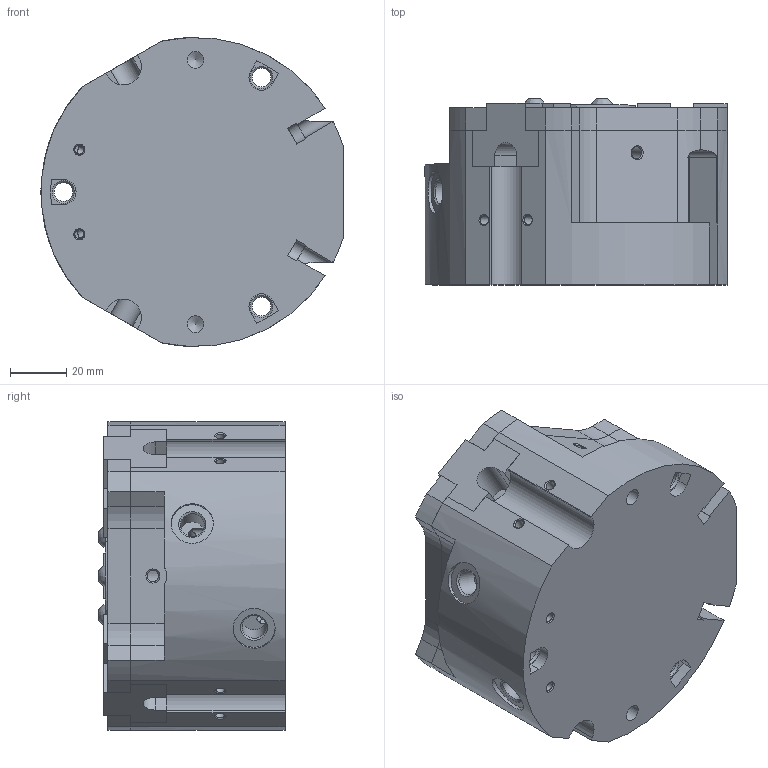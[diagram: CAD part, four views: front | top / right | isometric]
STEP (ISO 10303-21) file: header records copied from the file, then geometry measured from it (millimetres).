
FILE_DESCRIPTION( ( 'STEP AP203' ), '1' );
FILE_NAME( 'QPG311S_OP110SNT_0_2_03.stp', ' ', ( ' ' ), ( ' ' ), 'PSStep 15.0.47', 'PARTsolutions', ' ' );
FILE_SCHEMA( ( 'CONFIG_CONTROL_DESIGN' ) );
Length unit declared in the file: millimetre
Products named in the file (3): QPG311S OP110SNT 0; _QPG311-001; _OPG210S-009
Assembly tree (4 placements, depth 2):
  QPG311S OP110SNT 0
    _QPG311-001
    _OPG210S-009  x3
Bounding box: 107.5 x 66.2 x 109.88 mm (x, y, z)
Volume: 490367.5 mm3; surface area: 78081.4 mm2
Topology: 4 solids, 4 shells, 353 faces, 952 edges, 624 vertices
Faces by surface type: plane 208, cylinder 97, cone 45, bspline 3
Full cylindrical faces by diameter (mm): 2.459 x3, 2.5 x2, 3.242 x6, 4 x2, 4.134 x9, 6 x5, 6.647 x3, 8 x2, 8.566 x2, 10 x3, 11 x3, 15 x2
Entity records: 9110 total; most frequent: CARTESIAN_POINT 2043, DIRECTION 1439, ORIENTED_EDGE 1348, EDGE_CURVE 674, AXIS2_PLACEMENT_3D 490, VERTEX_POINT 488, LINE 459, VECTOR 459
